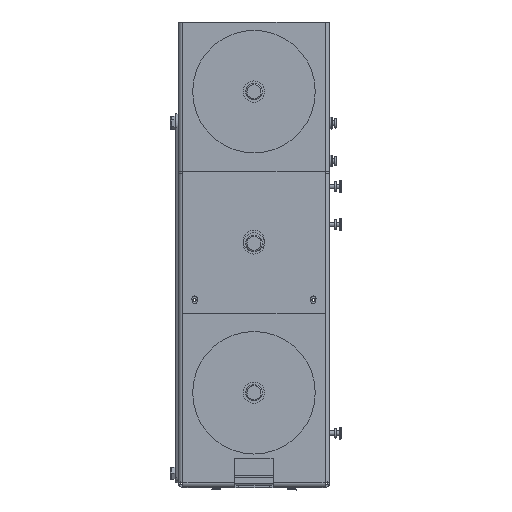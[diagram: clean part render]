
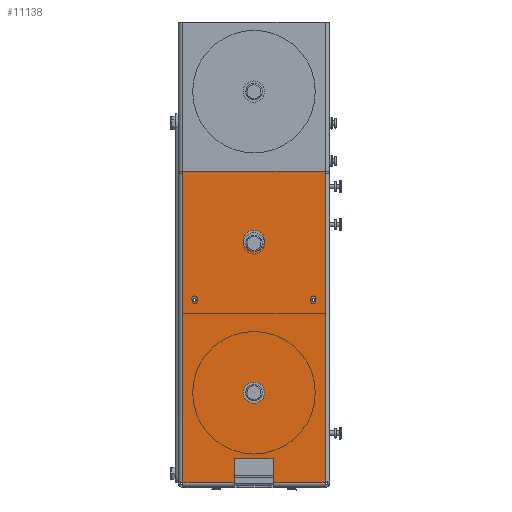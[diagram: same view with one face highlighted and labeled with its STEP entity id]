
A CAD part, front view. The second image highlights one B-rep face of the part: STEP entity #11138.
In plain terms, the highlighted planar face has unit normal (0, -1, 0).
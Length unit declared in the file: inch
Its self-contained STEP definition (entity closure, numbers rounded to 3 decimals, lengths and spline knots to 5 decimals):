
#494=FACE_BOUND('',#2028,.T.);
#495=FACE_BOUND('',#2029,.T.);
#496=FACE_BOUND('',#2030,.T.);
#497=FACE_BOUND('',#2031,.T.);
#767=CIRCLE('',#12092,0.28);
#769=CIRCLE('',#12095,0.28);
#771=CIRCLE('',#12098,0.07);
#773=CIRCLE('',#12101,0.07);
#1425=FACE_OUTER_BOUND('',#2027,.T.);
#2027=EDGE_LOOP('',(#7593,#7594,#7595,#7596,#7597,#7598,#7599,#7600,#7601,
#7602,#7603,#7604));
#2028=EDGE_LOOP('',(#7605));
#2029=EDGE_LOOP('',(#7606));
#2030=EDGE_LOOP('',(#7607));
#2031=EDGE_LOOP('',(#7608));
#2864=LINE('',#16434,#3793);
#2866=LINE('',#16440,#3795);
#2870=LINE('',#16450,#3799);
#2871=LINE('',#16452,#3800);
#2872=LINE('',#16454,#3801);
#2873=LINE('',#16456,#3802);
#2874=LINE('',#16458,#3803);
#2875=LINE('',#16460,#3804);
#2876=LINE('',#16462,#3805);
#2877=LINE('',#16464,#3806);
#2878=LINE('',#16466,#3807);
#2879=LINE('',#16467,#3808);
#3793=VECTOR('',#13351,0.3937);
#3795=VECTOR('',#13357,0.3937);
#3799=VECTOR('',#13365,0.3937);
#3800=VECTOR('',#13366,0.3937);
#3801=VECTOR('',#13367,0.3937);
#3802=VECTOR('',#13368,0.3937);
#3803=VECTOR('',#13369,0.3937);
#3804=VECTOR('',#13370,0.3937);
#3805=VECTOR('',#13371,0.3937);
#3806=VECTOR('',#13372,0.3937);
#3807=VECTOR('',#13373,0.3937);
#3808=VECTOR('',#13374,0.3937);
#4736=VERTEX_POINT('',#16406);
#4738=VERTEX_POINT('',#16412);
#4740=VERTEX_POINT('',#16418);
#4742=VERTEX_POINT('',#16424);
#4745=VERTEX_POINT('',#16431);
#4746=VERTEX_POINT('',#16433);
#4748=VERTEX_POINT('',#16439);
#4752=VERTEX_POINT('',#16449);
#4753=VERTEX_POINT('',#16451);
#4754=VERTEX_POINT('',#16453);
#4755=VERTEX_POINT('',#16455);
#4756=VERTEX_POINT('',#16457);
#4757=VERTEX_POINT('',#16459);
#4758=VERTEX_POINT('',#16461);
#4759=VERTEX_POINT('',#16463);
#4760=VERTEX_POINT('',#16465);
#5875=EDGE_CURVE('',#4736,#4736,#767,.T.);
#5878=EDGE_CURVE('',#4738,#4738,#769,.T.);
#5881=EDGE_CURVE('',#4740,#4740,#771,.T.);
#5884=EDGE_CURVE('',#4742,#4742,#773,.T.);
#5888=EDGE_CURVE('',#4745,#4746,#2864,.T.);
#5891=EDGE_CURVE('',#4748,#4746,#2866,.T.);
#5896=EDGE_CURVE('',#4752,#4745,#2870,.T.);
#5897=EDGE_CURVE('',#4753,#4752,#2871,.T.);
#5898=EDGE_CURVE('',#4754,#4753,#2872,.T.);
#5899=EDGE_CURVE('',#4755,#4754,#2873,.T.);
#5900=EDGE_CURVE('',#4755,#4756,#2874,.T.);
#5901=EDGE_CURVE('',#4756,#4757,#2875,.T.);
#5902=EDGE_CURVE('',#4757,#4758,#2876,.T.);
#5903=EDGE_CURVE('',#4758,#4759,#2877,.T.);
#5904=EDGE_CURVE('',#4759,#4760,#2878,.T.);
#5905=EDGE_CURVE('',#4760,#4748,#2879,.T.);
#7593=ORIENTED_EDGE('',*,*,#5888,.F.);
#7594=ORIENTED_EDGE('',*,*,#5896,.F.);
#7595=ORIENTED_EDGE('',*,*,#5897,.F.);
#7596=ORIENTED_EDGE('',*,*,#5898,.F.);
#7597=ORIENTED_EDGE('',*,*,#5899,.F.);
#7598=ORIENTED_EDGE('',*,*,#5900,.T.);
#7599=ORIENTED_EDGE('',*,*,#5901,.T.);
#7600=ORIENTED_EDGE('',*,*,#5902,.T.);
#7601=ORIENTED_EDGE('',*,*,#5903,.T.);
#7602=ORIENTED_EDGE('',*,*,#5904,.T.);
#7603=ORIENTED_EDGE('',*,*,#5905,.T.);
#7604=ORIENTED_EDGE('',*,*,#5891,.T.);
#7605=ORIENTED_EDGE('',*,*,#5875,.T.);
#7606=ORIENTED_EDGE('',*,*,#5878,.T.);
#7607=ORIENTED_EDGE('',*,*,#5881,.T.);
#7608=ORIENTED_EDGE('',*,*,#5884,.T.);
#10756=PLANE('',#12108);
#11138=ADVANCED_FACE('',(#1425,#494,#495,#496,#497),#10756,.T.);
#12092=AXIS2_PLACEMENT_3D('',#16407,#13321,#13322);
#12095=AXIS2_PLACEMENT_3D('',#16413,#13328,#13329);
#12098=AXIS2_PLACEMENT_3D('',#16419,#13335,#13336);
#12101=AXIS2_PLACEMENT_3D('',#16425,#13342,#13343);
#12108=AXIS2_PLACEMENT_3D('',#16448,#13363,#13364);
#13321=DIRECTION('center_axis',(0.,1.,0.));
#13322=DIRECTION('ref_axis',(-1.,0.,0.));
#13328=DIRECTION('center_axis',(0.,1.,0.));
#13329=DIRECTION('ref_axis',(-1.,0.,0.));
#13335=DIRECTION('center_axis',(0.,1.,0.));
#13336=DIRECTION('ref_axis',(-1.,0.,0.));
#13342=DIRECTION('center_axis',(0.,1.,0.));
#13343=DIRECTION('ref_axis',(-1.,0.,0.));
#13351=DIRECTION('',(0.,0.,-1.));
#13357=DIRECTION('',(1.,0.,0.));
#13363=DIRECTION('center_axis',(0.,-1.,0.));
#13364=DIRECTION('ref_axis',(0.,0.,-1.));
#13365=DIRECTION('',(1.,0.,0.));
#13366=DIRECTION('',(0.,0.,1.));
#13367=DIRECTION('',(-1.,0.,0.));
#13368=DIRECTION('',(0.,0.,-1.));
#13369=DIRECTION('',(-1.,0.,0.));
#13370=DIRECTION('',(0.,0.,1.));
#13371=DIRECTION('',(-1.,0.,0.));
#13372=DIRECTION('',(0.,0.,1.));
#13373=DIRECTION('',(1.,0.,0.));
#13374=DIRECTION('',(0.,0.,1.));
#16406=CARTESIAN_POINT('',(-2.22,-0.0635,0.));
#16407=CARTESIAN_POINT('Origin',(-2.5,-0.0635,
0.));
#16412=CARTESIAN_POINT('',(-6.22,-0.0635,0.));
#16413=CARTESIAN_POINT('Origin',(-6.5,-0.0635,
0.));
#16418=CARTESIAN_POINT('',(-4.91,-0.0635,-1.565));
#16419=CARTESIAN_POINT('Origin',(-4.98,-0.0635,-1.565));
#16424=CARTESIAN_POINT('',(-4.91,-0.0635,1.565));
#16425=CARTESIAN_POINT('Origin',(-4.98,-0.0635,1.565));
#16431=CARTESIAN_POINT('',(-0.127,-0.0635,1.873));
#16433=CARTESIAN_POINT('',(-0.127,-0.0635,0.505));
#16434=CARTESIAN_POINT('',(-0.127,-0.0635,0.));
#16439=CARTESIAN_POINT('',(-0.76,-0.0635,0.505));
#16440=CARTESIAN_POINT('',(0.,-0.0635,0.505));
#16448=CARTESIAN_POINT('Origin',(0.,-0.0635,0.));
#16449=CARTESIAN_POINT('',(-8.34,-0.0635,1.873));
#16450=CARTESIAN_POINT('',(-0.6063,-0.0635,1.873));
#16451=CARTESIAN_POINT('',(-8.34,-0.0635,-1.873));
#16452=CARTESIAN_POINT('',(-8.34,-0.0635,0.));
#16453=CARTESIAN_POINT('',(-0.127,-0.0635,-1.873));
#16454=CARTESIAN_POINT('',(-0.6063,-0.0635,-1.873));
#16455=CARTESIAN_POINT('',(-0.127,-0.0635,-0.505));
#16456=CARTESIAN_POINT('',(-0.127,-0.0635,0.));
#16457=CARTESIAN_POINT('',(-0.76,-0.0635,-0.505));
#16458=CARTESIAN_POINT('',(0.,-0.0635,-0.505));
#16459=CARTESIAN_POINT('',(-0.76,-0.0635,-0.475));
#16460=CARTESIAN_POINT('',(-0.76,-0.0635,-0.2275));
#16461=CARTESIAN_POINT('',(-0.7635,-0.0635,-0.475));
#16462=CARTESIAN_POINT('',(-0.38175,-0.0635,-0.475));
#16463=CARTESIAN_POINT('',(-0.7635,-0.0635,0.475));
#16464=CARTESIAN_POINT('',(-0.7635,-0.0635,0.2375));
#16465=CARTESIAN_POINT('',(-0.76,-0.0635,0.475));
#16466=CARTESIAN_POINT('',(-0.03175,-0.0635,0.475));
#16467=CARTESIAN_POINT('',(-0.76,-0.0635,0.2275));
